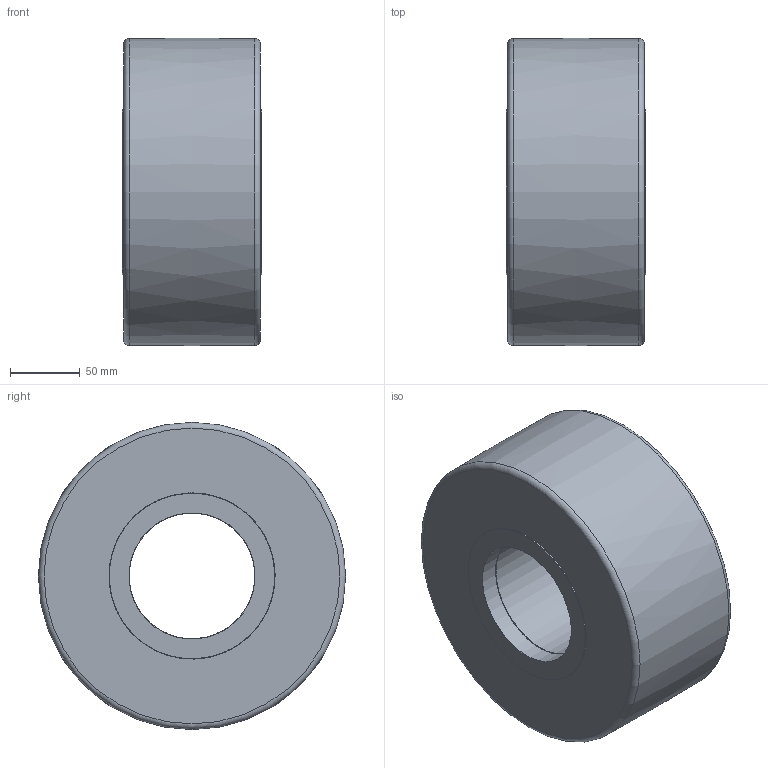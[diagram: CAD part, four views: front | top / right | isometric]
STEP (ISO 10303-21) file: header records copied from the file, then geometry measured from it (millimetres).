
FILE_DESCRIPTION(/* description */ ('-'),/* implementation_level */ '2;1');
FILE_NAME(/* name */ 'ALFATEC_SR090-200.stp',/* time_stamp */ '2022-07-07T15:15:52+02:00',/* author */ ('seider'),/* organization */ (''),/* preprocessor_version */ 'ST-DEVELOPER v18.1',/* originating_system */ 'Autodesk Inventor 2020',/* authorisation */ '');
FILE_SCHEMA (('AUTOMOTIVE_DESIGN { 1 0 10303 214 3 1 1 }'));
Length unit declared in the file: millimetre
Products named in the file (1): SR 090.200_Kontur
Bounding box: 100 x 220 x 219.99 mm (x, y, z)
Volume: 2407193.7 mm3; surface area: 292152.9 mm2
Topology: 1 solids, 1 shells, 97 faces, 314 edges, 190 vertices
Faces by surface type: cylinder 36, plane 28, torus 18, cone 14, bspline 1
Full cylindrical faces by diameter (mm): 5 x1, 90 x3, 108 x1, 119 x4, 128.666 x2, 139.25 x2, 146 x3
Entity records: 4097 total; most frequent: CARTESIAN_POINT 818, DIRECTION 755, ORIENTED_EDGE 664, AXIS2_PLACEMENT_3D 338, EDGE_CURVE 332, CIRCLE 241, VERTEX_POINT 190, EDGE_LOOP 118
